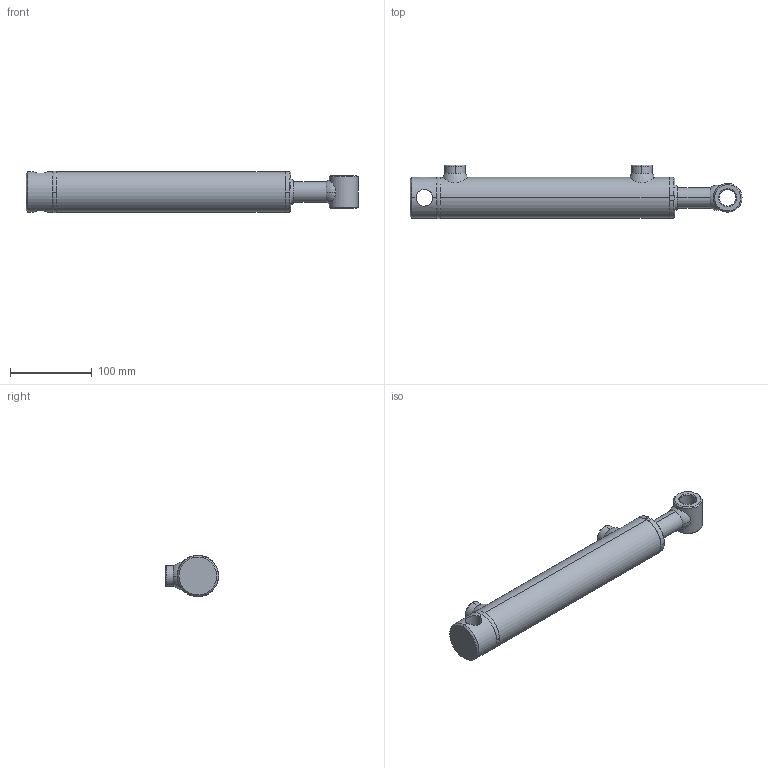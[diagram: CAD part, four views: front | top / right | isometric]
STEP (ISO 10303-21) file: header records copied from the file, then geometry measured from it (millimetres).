
FILE_DESCRIPTION (( 'STEP AP203' ), '1' );
FILE_NAME ('701.2.STEP', '2014-07-25T05:53:30', ( '' ), ( '' ), 'SwSTEP 2.0', 'SolidWorks 2013', '' );
FILE_SCHEMA (( 'CONFIG_CONTROL_DESIGN' ));
Length unit declared in the file: millimetre
Products named in the file (1): 701.2
Bounding box: 405 x 65 x 50.79 mm (x, y, z)
Surface area: 98304.5 mm2 (no closed solid volume)
Topology: 0 solids, 12 shells, 87 faces, 221 edges, 144 vertices
Faces by surface type: cylinder 31, cone 31, plane 13, torus 12
Entity records: 3782 total; most frequent: CARTESIAN_POINT 1593, DIRECTION 476, ORIENTED_EDGE 388, EDGE_CURVE 221, AXIS2_PLACEMENT_3D 203, VERTEX_POINT 144, CIRCLE 115, EDGE_LOOP 104
